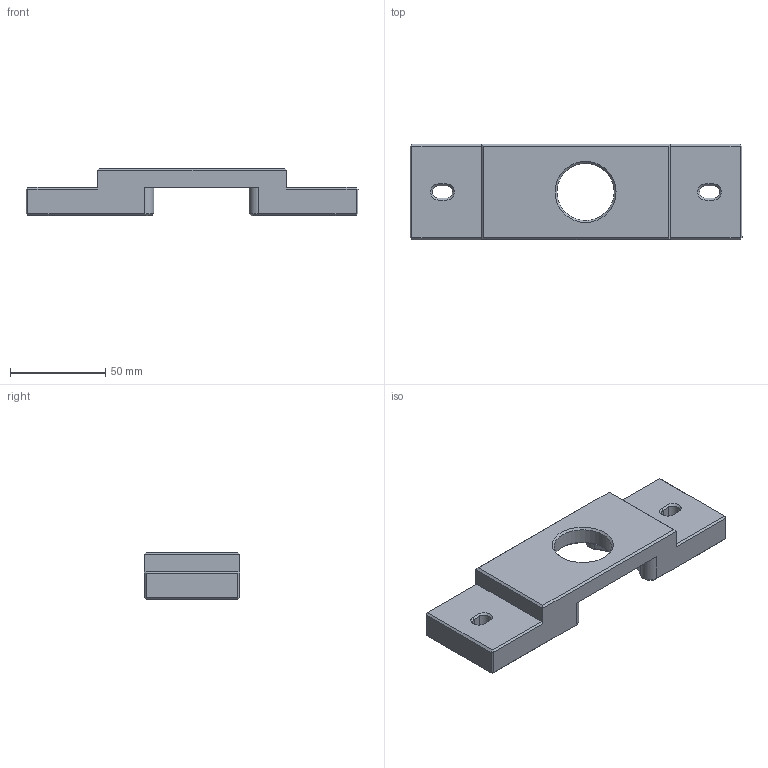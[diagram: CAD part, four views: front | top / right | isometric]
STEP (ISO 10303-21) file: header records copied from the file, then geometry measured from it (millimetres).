
FILE_DESCRIPTION(('FreeCAD Model'),'2;1');
FILE_NAME('Open CASCADE Shape Model','2024-03-29T10:43:18',(''),(''), 'Open CASCADE STEP processor 7.6','FreeCAD','Unknown');
FILE_SCHEMA(('AUTOMOTIVE_DESIGN { 1 0 10303 214 1 1 1 1 }'));
Length unit declared in the file: millimetre
Products named in the file (1): new carrier v2
Bounding box: 174 x 50 x 25 mm (x, y, z)
Volume: 127145.1 mm3; surface area: 26574.2 mm2
Topology: 1 solids, 1 shells, 98 faces, 229 edges, 135 vertices
Faces by surface type: plane 74, cone 13, cylinder 11
Full cylindrical faces by diameter (mm): 30 x1
Entity records: 2740 total; most frequent: DIRECTION 464, CARTESIAN_POINT 463, ORIENTED_EDGE 458, EDGE_CURVE 229, LINE 192, VECTOR 192, AXIS2_PLACEMENT_3D 136, VERTEX_POINT 135
